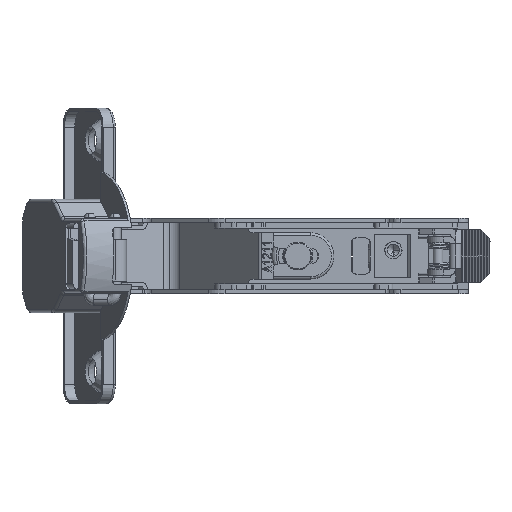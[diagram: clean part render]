
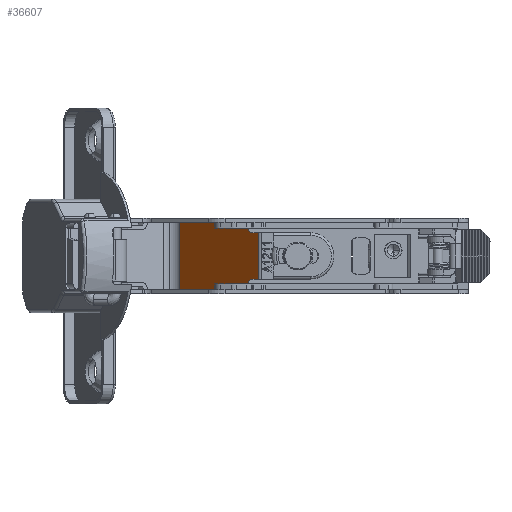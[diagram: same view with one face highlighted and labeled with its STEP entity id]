
A CAD part, front view. The second image highlights one B-rep face of the part: STEP entity #36607.
In plain terms, the highlighted planar face has unit normal (-0.799, -0.601, 0).
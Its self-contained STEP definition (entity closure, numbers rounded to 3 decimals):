
#755 = VERTEX_POINT ( 'NONE', #7460 ) ;
#1856 = VECTOR ( 'NONE', #41501, 1000. ) ;
#2435 = VERTEX_POINT ( 'NONE', #30843 ) ;
#2737 = CARTESIAN_POINT ( 'NONE',  ( 41.476, -6.431, 7. ) ) ;
#5072 = LINE ( 'NONE', #24159, #1856 ) ;
#5117 = VERTEX_POINT ( 'NONE', #17248 ) ;
#5585 = AXIS2_PLACEMENT_3D ( 'NONE', #16572, #28729, #6492 ) ;
#6492 = DIRECTION ( 'NONE',  ( -0.601, 0.799, 0. ) ) ;
#7126 = VECTOR ( 'NONE', #16236, 1000. ) ;
#7460 = CARTESIAN_POINT ( 'NONE',  ( 41.476, -6.431, -7. ) ) ;
#8782 = CARTESIAN_POINT ( 'NONE',  ( 41.476, -6.431, 0. ) ) ;
#8957 = VERTEX_POINT ( 'NONE', #2737 ) ;
#9715 = CARTESIAN_POINT ( 'NONE',  ( 41.476, -6.431, -7. ) ) ;
#12851 = EDGE_LOOP ( 'NONE', ( #14200, #13639, #28311, #34270 ) ) ;
#13080 = LINE ( 'NONE', #38051, #15135 ) ;
#13639 = ORIENTED_EDGE ( 'NONE', *, *, #28708, .F. ) ;
#14200 = ORIENTED_EDGE ( 'NONE', *, *, #24068, .F. ) ;
#15135 = VECTOR ( 'NONE', #25869, 1000. ) ;
#16236 = DIRECTION ( 'NONE',  ( -0.601, 0.799, 0. ) ) ;
#16572 = CARTESIAN_POINT ( 'NONE',  ( 41.476, -6.431, -7. ) ) ;
#17248 = CARTESIAN_POINT ( 'NONE',  ( 25.081, 15.384, 7. ) ) ;
#18432 = VECTOR ( 'NONE', #21375, 1000. ) ;
#20013 = EDGE_CURVE ( 'NONE', #8957, #5117, #5072, .T. ) ;
#21375 = DIRECTION ( 'NONE',  ( 0., 0., 1. ) ) ;
#23107 = EDGE_CURVE ( 'NONE', #755, #8957, #28278, .T. ) ;
#24068 = EDGE_CURVE ( 'NONE', #2435, #5117, #13080, .T. ) ;
#24159 = CARTESIAN_POINT ( 'NONE',  ( 41.476, -6.431, 7. ) ) ;
#25869 = DIRECTION ( 'NONE',  ( 0., 0., 1. ) ) ;
#26086 = LINE ( 'NONE', #9715, #7126 ) ;
#28278 = LINE ( 'NONE', #8782, #18432 ) ;
#28311 = ORIENTED_EDGE ( 'NONE', *, *, #23107, .T. ) ;
#28708 = EDGE_CURVE ( 'NONE', #755, #2435, #26086, .T. ) ;
#28729 = DIRECTION ( 'NONE',  ( 0.799, 0.601, 0. ) ) ;
#29132 = FACE_OUTER_BOUND ( 'NONE', #12851, .T. ) ;
#30843 = CARTESIAN_POINT ( 'NONE',  ( 25.081, 15.384, -7. ) ) ;
#34270 = ORIENTED_EDGE ( 'NONE', *, *, #20013, .T. ) ;
#36607 = ADVANCED_FACE ( 'NONE', ( #29132 ), #39002, .F. ) ;
#38051 = CARTESIAN_POINT ( 'NONE',  ( 25.081, 15.384, 0. ) ) ;
#39002 = PLANE ( 'NONE',  #5585 ) ;
#41501 = DIRECTION ( 'NONE',  ( -0.601, 0.799, 0. ) ) ;
